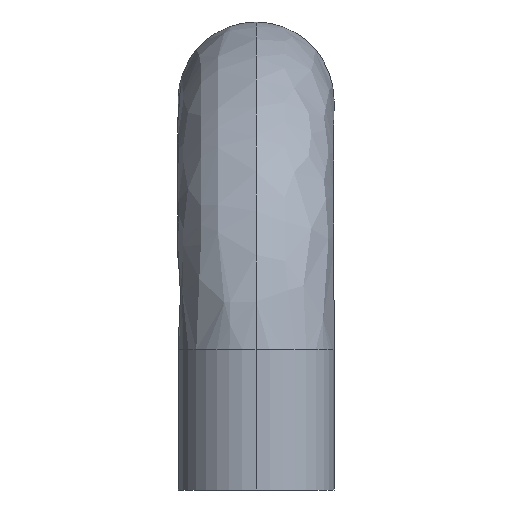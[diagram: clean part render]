
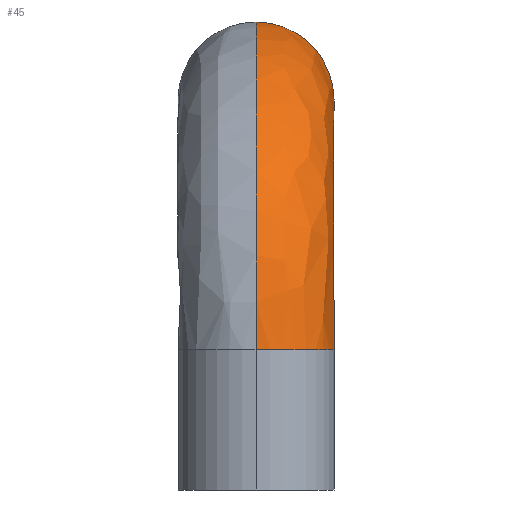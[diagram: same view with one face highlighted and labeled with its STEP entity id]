
A CAD part, left-side view. The second image highlights one B-rep face of the part: STEP entity #45.
In plain terms, the highlighted free-form (B-spline) face has degree [2, 2] with [5, 5] control points.
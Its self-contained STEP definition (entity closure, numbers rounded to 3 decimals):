
#45=ADVANCED_FACE('',(#111),#110,.T.);
#110=( BOUNDED_SURFACE() B_SPLINE_SURFACE( 2,2,((#288,#289,#290,#291,#292),(#293,#294,#295,#296,#297),(#298,#299,#300,#301,#302),(#303,#304,#305,#306,#307),(#308,#309,#310,#311,#312)), .UNSPECIFIED.,.F.,.F.,.F.) B_SPLINE_SURFACE_WITH_KNOTS((3,2,3),(3,2,3),(0.,1.571,3.142),(2.356,3.142,3.927), .UNSPECIFIED. ) GEOMETRIC_REPRESENTATION_ITEM() RATIONAL_B_SPLINE_SURFACE(((0.854,0.854,1.,0.854,0.854),(0.604,0.604,0.707,0.604,0.604),(0.854,0.854,1.,0.854,0.854),(0.604,0.604,0.707,0.604,0.604),(0.854,0.854,1.,0.854,0.854))) REPRESENTATION_ITEM('') SURFACE() );
#111=FACE_OUTER_BOUND('',#313,.T.);
#288=CARTESIAN_POINT('',(-55.,0.,-11.));
#289=CARTESIAN_POINT('',(-55.,0.,-2.302));
#290=CARTESIAN_POINT('',(-48.849,0.,3.849));
#291=CARTESIAN_POINT('',(-42.698,0.,10.));
#292=CARTESIAN_POINT('',(-34.,0.,10.));
#293=CARTESIAN_POINT('',(-55.,-5.,-11.));
#294=CARTESIAN_POINT('',(-55.,-5.,-2.302));
#295=CARTESIAN_POINT('',(-48.849,-5.,3.849));
#296=CARTESIAN_POINT('',(-42.698,-5.,10.));
#297=CARTESIAN_POINT('',(-34.,-5.,10.));
#298=CARTESIAN_POINT('',(-50.,-5.,-11.));
#299=CARTESIAN_POINT('',(-50.,-5.,-4.373));
#300=CARTESIAN_POINT('',(-45.314,-5.,0.314));
#301=CARTESIAN_POINT('',(-40.627,-5.,5.));
#302=CARTESIAN_POINT('',(-34.,-5.,5.));
#303=CARTESIAN_POINT('',(-45.,-5.,-11.));
#304=CARTESIAN_POINT('',(-45.,-5.,-6.444));
#305=CARTESIAN_POINT('',(-41.778,-5.,-3.222));
#306=CARTESIAN_POINT('',(-38.556,-5.,0.));
#307=CARTESIAN_POINT('',(-34.,-5.,0.));
#308=CARTESIAN_POINT('',(-45.,0.,-11.));
#309=CARTESIAN_POINT('',(-45.,0.,-6.444));
#310=CARTESIAN_POINT('',(-41.778,0.,-3.222));
#311=CARTESIAN_POINT('',(-38.556,0.,0.));
#312=CARTESIAN_POINT('',(-34.,0.,0.));
#313=EDGE_LOOP('',(#452,#453,#454,#455));
#452=ORIENTED_EDGE('',*,*,#520,.F.);
#453=ORIENTED_EDGE('',*,*,#517,.T.);
#454=ORIENTED_EDGE('',*,*,#521,.F.);
#455=ORIENTED_EDGE('',*,*,#519,.F.);
#517=EDGE_CURVE('',#630,#622,#631,.T.);
#519=EDGE_CURVE('',#637,#623,#644,.T.);
#520=EDGE_CURVE('',#630,#637,#650,.T.);
#521=EDGE_CURVE('',#623,#622,#656,.T.);
#622=VERTEX_POINT('',#822);
#623=VERTEX_POINT('',#823);
#630=VERTEX_POINT('',#828);
#631=(BOUNDED_CURVE() B_SPLINE_CURVE(2,(#829,#830,#831,#832,#833),.UNSPECIFIED.,.F.,.F.) B_SPLINE_CURVE_WITH_KNOTS((3,2,3),(2.356,3.142,3.927),.UNSPECIFIED.) CURVE() GEOMETRIC_REPRESENTATION_ITEM() RATIONAL_B_SPLINE_CURVE((0.854,0.854,1.,0.854,0.854)) REPRESENTATION_ITEM('') );
#637=VERTEX_POINT('',#834);
#644=(BOUNDED_CURVE() B_SPLINE_CURVE(2,(#839,#840,#841,#842,#843),.UNSPECIFIED.,.F.,.F.) B_SPLINE_CURVE_WITH_KNOTS((3,2,3),(2.356,3.142,3.927),.UNSPECIFIED.) CURVE() GEOMETRIC_REPRESENTATION_ITEM() RATIONAL_B_SPLINE_CURVE((0.854,0.854,1.,0.854,0.854)) REPRESENTATION_ITEM('') );
#650=CIRCLE('',#847,5.);
#656=CIRCLE('',#851,5.);
#822=CARTESIAN_POINT('',(-34.,0.,0.));
#823=CARTESIAN_POINT('',(-34.,0.,10.));
#828=CARTESIAN_POINT('',(-45.,0.,-11.));
#829=CARTESIAN_POINT('',(-45.,0.,-11.));
#830=CARTESIAN_POINT('',(-45.,0.,-6.444));
#831=CARTESIAN_POINT('',(-41.778,0.,-3.222));
#832=CARTESIAN_POINT('',(-38.556,0.,0.));
#833=CARTESIAN_POINT('',(-34.,0.,0.));
#834=CARTESIAN_POINT('',(-55.,0.,-11.));
#839=CARTESIAN_POINT('',(-55.,0.,-11.));
#840=CARTESIAN_POINT('',(-55.,0.,-2.302));
#841=CARTESIAN_POINT('',(-48.849,0.,3.849));
#842=CARTESIAN_POINT('',(-42.698,0.,10.));
#843=CARTESIAN_POINT('',(-34.,0.,10.));
#844=CARTESIAN_POINT('',(-50.,0.,-11.));
#845=DIRECTION('',(0.,0.,-1.));
#846=DIRECTION('',(-1.,0.,0.));
#847=AXIS2_PLACEMENT_3D('',#844,#845,#846);
#848=CARTESIAN_POINT('',(-34.,0.,5.));
#849=DIRECTION('',(1.,0.,0.));
#850=DIRECTION('',(0.,0.,1.));
#851=AXIS2_PLACEMENT_3D('',#848,#849,#850);
